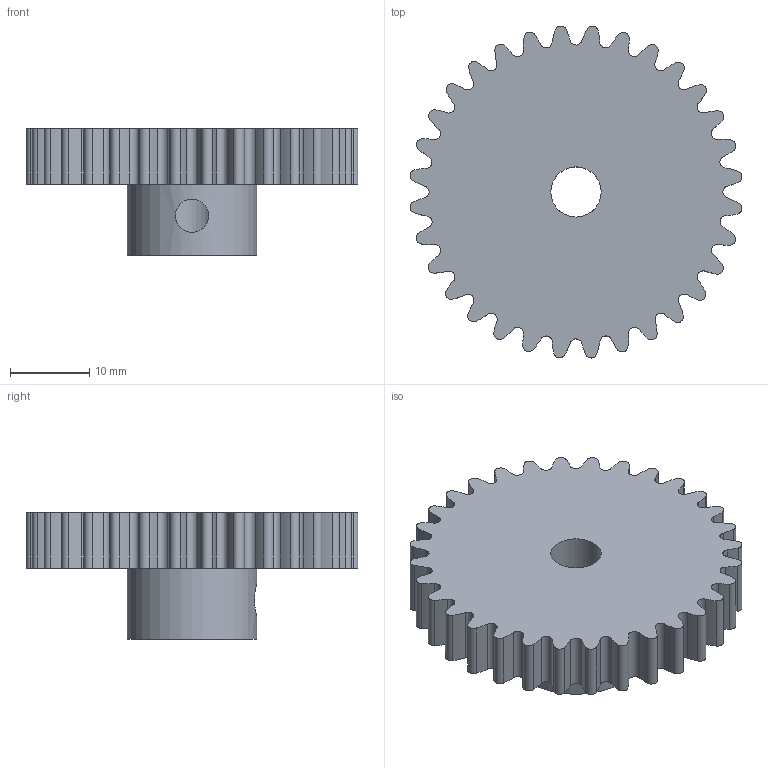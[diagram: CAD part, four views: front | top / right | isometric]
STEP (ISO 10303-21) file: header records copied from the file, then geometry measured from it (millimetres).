
FILE_DESCRIPTION(/* description */ (''),/* implementation_level */ '2;1');
FILE_NAME(/* name */ 'Gear1.step',/* time_stamp */ '2024-09-26T14:32:48+02:00',/* author */ (''),/* organization */ (''),/* preprocessor_version */ 'ST-DEVELOPER v20',/* originating_system */ 'Autodesk Translation Framework v13.14.0.145',/* authorisation */ '');
FILE_SCHEMA (('AUTOMOTIVE_DESIGN { 1 0 10303 214 3 1 1 }'));
Length unit declared in the file: millimetre
Products named in the file (3): Samenstelling; Rotatieschijf; Component2
Assembly tree (2 placements, depth 3):
  Samenstelling
    Rotatieschijf
      Component2
Bounding box: 41.93 x 41.93 x 16 mm (x, y, z)
Volume: 9947.4 mm3; surface area: 4764.7 mm2
Topology: 1 solids, 1 shells, 134 faces, 394 edges, 263 vertices
Faces by surface type: cylinder 131, plane 3
Full cylindrical faces by diameter (mm): 4.2 x1, 6.35 x1, 16.35 x1
Entity records: 4775 total; most frequent: DIRECTION 929, CARTESIAN_POINT 863, ORIENTED_EDGE 788, AXIS2_PLACEMENT_3D 399, EDGE_CURVE 394, VERTEX_POINT 263, CIRCLE 260, EDGE_LOOP 139
